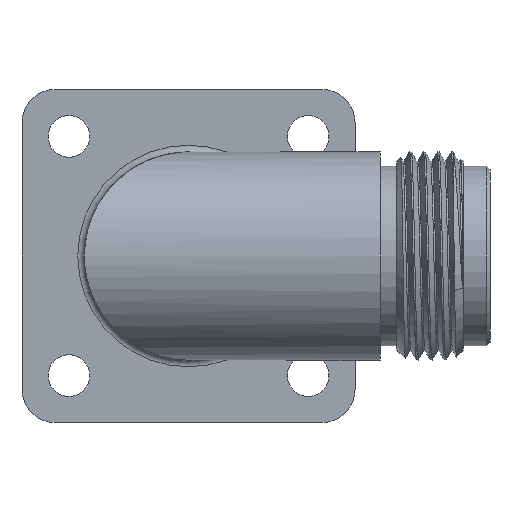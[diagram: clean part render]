
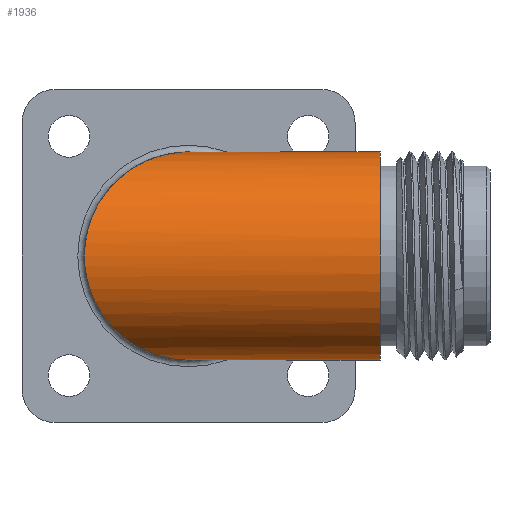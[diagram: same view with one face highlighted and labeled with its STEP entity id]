
A CAD part, left-side view. The second image highlights one B-rep face of the part: STEP entity #1936.
In plain terms, the highlighted cylindrical face has radius 7.938 mm (diameter 15.875 mm), a full revolution.
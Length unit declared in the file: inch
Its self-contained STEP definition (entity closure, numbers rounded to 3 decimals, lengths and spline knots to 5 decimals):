
#53 = CARTESIAN_POINT ( 'NONE',  ( 0.3125, -0.3125, 0.625 ) ) ;
#235 = VERTEX_POINT ( 'NONE', #2826 ) ;
#365 = FACE_OUTER_BOUND ( 'NONE', #1626, .T. ) ;
#664 = ORIENTED_EDGE ( 'NONE', *, *, #2448, .T. ) ;
#721 = AXIS2_PLACEMENT_3D ( 'NONE', #971, #1715, #3008 ) ;
#786 = DIRECTION ( 'NONE',  ( 0., 1., 0. ) ) ;
#971 = CARTESIAN_POINT ( 'NONE',  ( 0., -0.085, 0. ) ) ;
#1066 = ORIENTED_EDGE ( 'NONE', *, *, #2053, .F. ) ;
#1107 = DIRECTION ( 'NONE',  ( 1., 0., 0. ) ) ;
#1266 = CARTESIAN_POINT ( 'NONE',  ( 0.3125, -0.575, 0. ) ) ;
#1521 = CARTESIAN_POINT ( 'NONE',  ( -0.3125, 0.3125, 0.625 ) ) ;
#1626 = EDGE_LOOP ( 'NONE', ( #1066 ) ) ;
#1661 =( BOUNDED_CURVE ( )  B_SPLINE_CURVE ( 3, ( #3351, #1521, #53, #2059, #2133, #2343, #3161 ),
 .UNSPECIFIED., .T., .F. ) 
 B_SPLINE_CURVE_WITH_KNOTS ( ( 4, 3, 4 ),
 ( 0., 3.14159, 6.28319 ),
 .UNSPECIFIED. ) 
 CURVE ( )  GEOMETRIC_REPRESENTATION_ITEM ( )  RATIONAL_B_SPLINE_CURVE ( ( 1., 0.333, 0.333, 1., 0.333, 0.333, 1. ) ) 
 REPRESENTATION_ITEM ( '' )  );
#1715 = DIRECTION ( 'NONE',  ( 0., -1., 0. ) ) ;
#1936 = ADVANCED_FACE ( 'NONE', ( #365, #2457 ), #2561, .T. ) ;
#1984 = AXIS2_PLACEMENT_3D ( 'NONE', #2111, #786, #1107 ) ;
#2053 = EDGE_CURVE ( 'NONE', #235, #235, #1661, .T. ) ;
#2059 = CARTESIAN_POINT ( 'NONE',  ( 0.3125, -0.3125, 0. ) ) ;
#2111 = CARTESIAN_POINT ( 'NONE',  ( 0., -0.575, 0. ) ) ;
#2133 = CARTESIAN_POINT ( 'NONE',  ( 0.3125, -0.3125, -0.625 ) ) ;
#2343 = CARTESIAN_POINT ( 'NONE',  ( -0.3125, 0.3125, -0.625 ) ) ;
#2448 = EDGE_CURVE ( 'NONE', #3275, #3275, #3025, .T. ) ;
#2457 = FACE_OUTER_BOUND ( 'NONE', #2712, .T. ) ;
#2561 = CYLINDRICAL_SURFACE ( 'NONE', #721, 0.3125 ) ;
#2712 = EDGE_LOOP ( 'NONE', ( #664 ) ) ;
#2826 = CARTESIAN_POINT ( 'NONE',  ( -0.3125, 0.3125, 0. ) ) ;
#3008 = DIRECTION ( 'NONE',  ( 1., 0., 0. ) ) ;
#3025 = CIRCLE ( 'NONE', #1984, 0.3125 ) ;
#3161 = CARTESIAN_POINT ( 'NONE',  ( -0.3125, 0.3125, 0. ) ) ;
#3275 = VERTEX_POINT ( 'NONE', #1266 ) ;
#3351 = CARTESIAN_POINT ( 'NONE',  ( -0.3125, 0.3125, 0. ) ) ;
